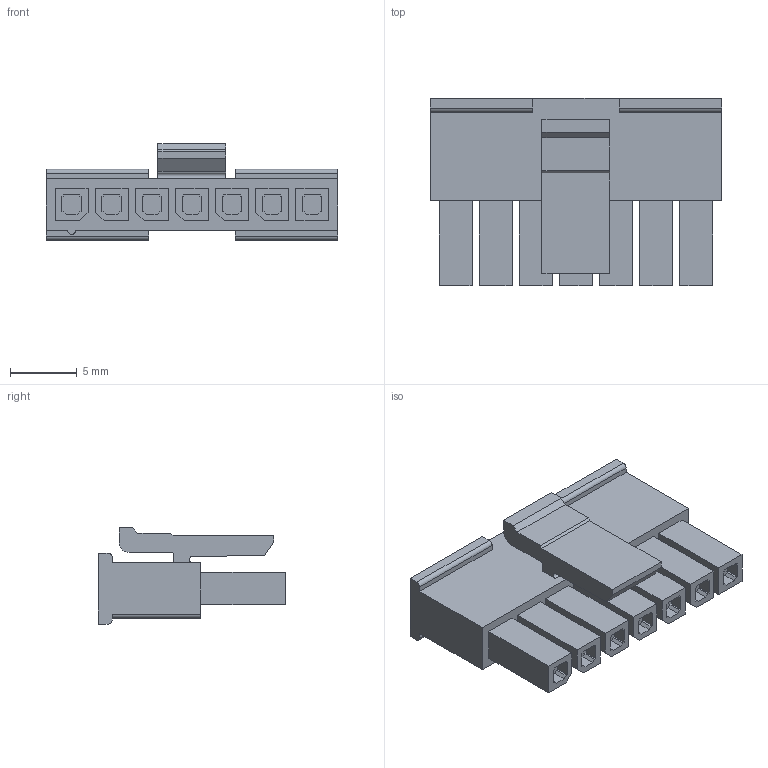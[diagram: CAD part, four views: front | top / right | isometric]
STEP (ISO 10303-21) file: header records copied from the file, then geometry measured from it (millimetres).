
FILE_DESCRIPTION((''),'2;1');
FILE_NAME('436450700','2017-12-21T',('ghp'),(''),'PRO/ENGINEER BY PARAMETRIC TECHNOLOGY CORPORATION, 2012310','PRO/ENGINEER BY PARAMETRIC TECHNOLOGY CORPORATION, 2012310','');
FILE_SCHEMA(('CONFIG_CONTROL_DESIGN'));
Length unit declared in the file: millimetre
Products named in the file (1): 436450700
Bounding box: 21.85 x 14 x 7.21 mm (x, y, z)
Volume: 1003.5 mm3; surface area: 1232.1 mm2
Topology: 1 solids, 1 shells, 172 faces, 465 edges, 310 vertices
Faces by surface type: plane 164, cylinder 8
Entity records: 5347 total; most frequent: CARTESIAN_POINT 948, ORIENTED_EDGE 930, DIRECTION 827, EDGE_CURVE 465, VECTOR 449, LINE 449, VERTEX_POINT 310, AXIS2_PLACEMENT_3D 189
